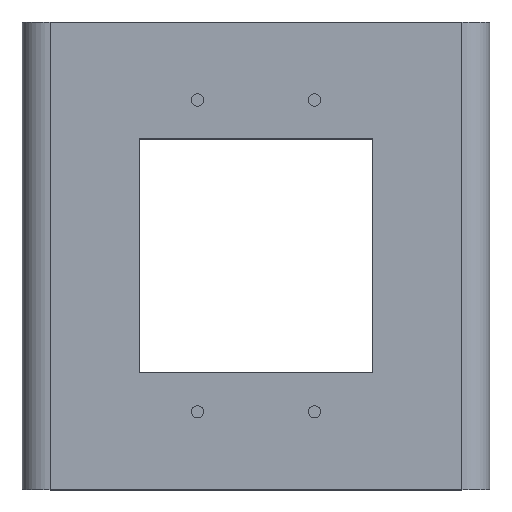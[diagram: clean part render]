
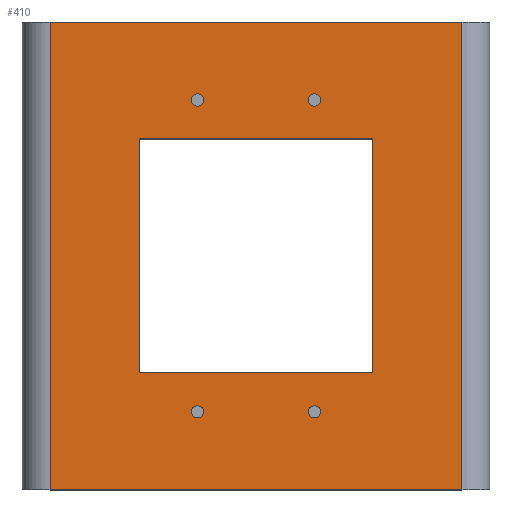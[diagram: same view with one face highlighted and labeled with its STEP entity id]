
A CAD part, top view. The second image highlights one B-rep face of the part: STEP entity #410.
In plain terms, the highlighted planar face has unit normal (0, 0, 1).
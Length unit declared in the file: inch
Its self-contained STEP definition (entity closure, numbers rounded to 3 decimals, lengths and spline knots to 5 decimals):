
#17=FACE_BOUND('',#83,.T.);
#18=FACE_BOUND('',#84,.T.);
#19=FACE_BOUND('',#85,.T.);
#20=FACE_BOUND('',#86,.T.);
#21=FACE_BOUND('',#87,.T.);
#33=PLANE('',#467);
#56=FACE_OUTER_BOUND('',#82,.T.);
#82=EDGE_LOOP('',(#337,#338,#339,#340));
#83=EDGE_LOOP('',(#341,#342,#343,#344));
#84=EDGE_LOOP('',(#345));
#85=EDGE_LOOP('',(#346));
#86=EDGE_LOOP('',(#347));
#87=EDGE_LOOP('',(#348));
#104=LINE('',#634,#138);
#107=LINE('',#642,#141);
#118=LINE('',#682,#152);
#119=LINE('',#688,#153);
#120=LINE('',#691,#154);
#121=LINE('',#693,#155);
#122=LINE('',#695,#156);
#123=LINE('',#696,#157);
#138=VECTOR('',#514,0.3937);
#141=VECTOR('',#519,0.3937);
#152=VECTOR('',#562,0.3937);
#153=VECTOR('',#569,0.3937);
#154=VECTOR('',#574,0.3937);
#155=VECTOR('',#575,0.3937);
#156=VECTOR('',#576,0.3937);
#157=VECTOR('',#577,0.3937);
#165=CIRCLE('',#432,0.06559);
#167=CIRCLE('',#436,0.06559);
#175=CIRCLE('',#451,0.06559);
#177=CIRCLE('',#455,0.06559);
#185=VERTEX_POINT('',#601);
#187=VERTEX_POINT('',#608);
#195=VERTEX_POINT('',#630);
#196=VERTEX_POINT('',#632);
#199=VERTEX_POINT('',#639);
#200=VERTEX_POINT('',#641);
#203=VERTEX_POINT('',#651);
#205=VERTEX_POINT('',#658);
#213=VERTEX_POINT('',#681);
#215=VERTEX_POINT('',#687);
#216=VERTEX_POINT('',#692);
#217=VERTEX_POINT('',#694);
#221=EDGE_CURVE('',#185,#185,#165,.F.);
#224=EDGE_CURVE('',#187,#187,#167,.F.);
#236=EDGE_CURVE('',#195,#196,#104,.T.);
#239=EDGE_CURVE('',#199,#200,#107,.T.);
#244=EDGE_CURVE('',#203,#203,#175,.T.);
#247=EDGE_CURVE('',#205,#205,#177,.T.);
#258=EDGE_CURVE('',#213,#195,#118,.T.);
#261=EDGE_CURVE('',#213,#215,#119,.T.);
#263=EDGE_CURVE('',#215,#196,#120,.T.);
#264=EDGE_CURVE('',#216,#199,#121,.T.);
#265=EDGE_CURVE('',#216,#217,#122,.T.);
#266=EDGE_CURVE('',#200,#217,#123,.T.);
#337=ORIENTED_EDGE('',*,*,#258,.T.);
#338=ORIENTED_EDGE('',*,*,#236,.T.);
#339=ORIENTED_EDGE('',*,*,#263,.F.);
#340=ORIENTED_EDGE('',*,*,#261,.F.);
#341=ORIENTED_EDGE('',*,*,#264,.F.);
#342=ORIENTED_EDGE('',*,*,#265,.T.);
#343=ORIENTED_EDGE('',*,*,#266,.F.);
#344=ORIENTED_EDGE('',*,*,#239,.F.);
#345=ORIENTED_EDGE('',*,*,#224,.F.);
#346=ORIENTED_EDGE('',*,*,#221,.F.);
#347=ORIENTED_EDGE('',*,*,#244,.T.);
#348=ORIENTED_EDGE('',*,*,#247,.T.);
#410=ADVANCED_FACE('',(#56,#17,#18,#19,#20,#21),#33,.T.);
#432=AXIS2_PLACEMENT_3D('',#602,#479,#480);
#436=AXIS2_PLACEMENT_3D('',#609,#488,#489);
#451=AXIS2_PLACEMENT_3D('',#652,#530,#531);
#455=AXIS2_PLACEMENT_3D('',#659,#539,#540);
#467=AXIS2_PLACEMENT_3D('',#690,#572,#573);
#479=DIRECTION('center_axis',(0.,0.,-1.));
#480=DIRECTION('ref_axis',(1.,0.,0.));
#488=DIRECTION('center_axis',(0.,0.,-1.));
#489=DIRECTION('ref_axis',(1.,0.,0.));
#514=DIRECTION('',(0.,-1.,0.));
#519=DIRECTION('',(0.,-1.,0.));
#530=DIRECTION('center_axis',(0.,0.,-1.));
#531=DIRECTION('ref_axis',(-1.,0.,0.));
#539=DIRECTION('center_axis',(0.,0.,-1.));
#540=DIRECTION('ref_axis',(-1.,0.,0.));
#562=DIRECTION('',(-1.,0.,0.));
#569=DIRECTION('',(0.,-1.,0.));
#572=DIRECTION('center_axis',(0.,0.,1.));
#573=DIRECTION('ref_axis',(1.,0.,0.));
#574=DIRECTION('',(-1.,0.,0.));
#575=DIRECTION('',(-1.,0.,0.));
#576=DIRECTION('',(0.,-1.,0.));
#577=DIRECTION('',(1.,0.,0.));
#601=CARTESIAN_POINT('',(-0.69059,4.16667,1.25));
#602=CARTESIAN_POINT('Origin',(-0.625,4.16667,1.25));
#608=CARTESIAN_POINT('',(-0.69059,0.83333,1.25));
#609=CARTESIAN_POINT('Origin',(-0.625,0.83333,1.25));
#630=CARTESIAN_POINT('',(-2.2,5.,1.25));
#632=CARTESIAN_POINT('',(-2.2,0.,1.25));
#634=CARTESIAN_POINT('',(-2.2,1.25,1.25));
#639=CARTESIAN_POINT('',(-1.25,3.75,1.25));
#641=CARTESIAN_POINT('',(-1.25,1.25,1.25));
#642=CARTESIAN_POINT('',(-1.25,3.125,1.25));
#651=CARTESIAN_POINT('',(0.69059,4.16667,1.25));
#652=CARTESIAN_POINT('Origin',(0.625,4.16667,1.25));
#658=CARTESIAN_POINT('',(0.69059,0.83333,1.25));
#659=CARTESIAN_POINT('Origin',(0.625,0.83333,1.25));
#681=CARTESIAN_POINT('',(2.2,5.,1.25));
#682=CARTESIAN_POINT('',(2.5,5.,1.25));
#687=CARTESIAN_POINT('',(2.2,0.,1.25));
#688=CARTESIAN_POINT('',(2.2,1.25,1.25));
#690=CARTESIAN_POINT('Origin',(1.25,2.5,1.25));
#691=CARTESIAN_POINT('',(0.,0.,1.25));
#692=CARTESIAN_POINT('',(1.25,3.75,1.25));
#693=CARTESIAN_POINT('',(-0.625,3.75,1.25));
#694=CARTESIAN_POINT('',(1.25,1.25,1.25));
#695=CARTESIAN_POINT('',(1.25,3.125,1.25));
#696=CARTESIAN_POINT('',(-1.25,1.25,1.25));
